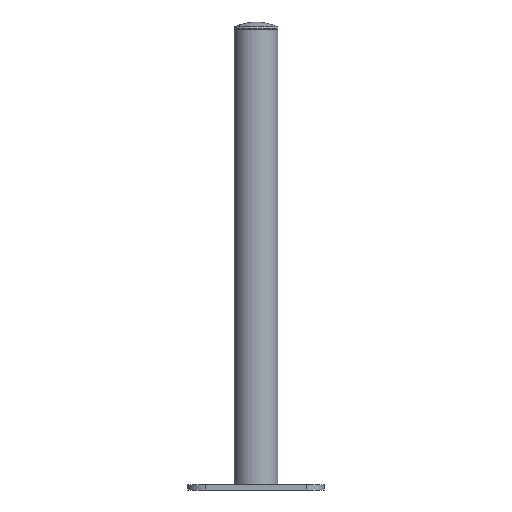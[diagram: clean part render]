
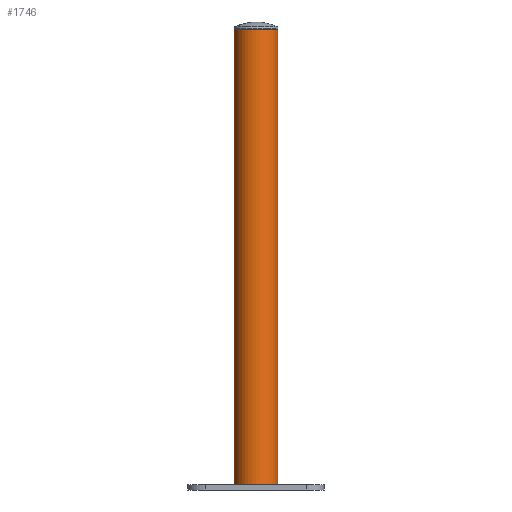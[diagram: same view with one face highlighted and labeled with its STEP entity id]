
A CAD part, front view. The second image highlights one B-rep face of the part: STEP entity #1746.
In plain terms, the highlighted cylindrical face has radius 24.15 mm (diameter 48.3 mm), a partial arc.
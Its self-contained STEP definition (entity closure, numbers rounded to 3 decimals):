
#8 = CIRCLE ( 'NONE', #1283, 24.15 ) ;
#14 = EDGE_CURVE ( 'NONE', #1050, #972, #191, .T. ) ;
#17 = EDGE_LOOP ( 'NONE', ( #1111, #1518, #1122, #1157 ) ) ;
#88 = DIRECTION ( 'NONE',  ( 1., 0., 0. ) ) ;
#108 = DIRECTION ( 'NONE',  ( 0., 0., 1. ) ) ;
#147 = DIRECTION ( 'NONE',  ( 1., 0., 0. ) ) ;
#191 = LINE ( 'NONE', #1791, #551 ) ;
#273 = CARTESIAN_POINT ( 'NONE',  ( 24.15, 0., 0. ) ) ;
#313 = CARTESIAN_POINT ( 'NONE',  ( -24.15, 0., -500. ) ) ;
#325 = LINE ( 'NONE', #313, #1525 ) ;
#445 = CARTESIAN_POINT ( 'NONE',  ( 0., 0., -500. ) ) ;
#456 = DIRECTION ( 'NONE',  ( 0., 0., 1. ) ) ;
#551 = VECTOR ( 'NONE', #762, 1000. ) ;
#589 = VERTEX_POINT ( 'NONE', #1120 ) ;
#623 = AXIS2_PLACEMENT_3D ( 'NONE', #691, #108, #88 ) ;
#691 = CARTESIAN_POINT ( 'NONE',  ( 0., 0., -500. ) ) ;
#709 = AXIS2_PLACEMENT_3D ( 'NONE', #445, #872, #147 ) ;
#735 = EDGE_CURVE ( 'NONE', #589, #972, #8, .T. ) ;
#762 = DIRECTION ( 'NONE',  ( 0., 0., 1. ) ) ;
#768 = EDGE_CURVE ( 'NONE', #1167, #589, #325, .T. ) ;
#781 = CYLINDRICAL_SURFACE ( 'NONE', #623, 24.15 ) ;
#872 = DIRECTION ( 'NONE',  ( 0., 0., 1. ) ) ;
#972 = VERTEX_POINT ( 'NONE', #273 ) ;
#1044 = DIRECTION ( 'NONE',  ( 1., 0., 0. ) ) ;
#1050 = VERTEX_POINT ( 'NONE', #1298 ) ;
#1084 = EDGE_CURVE ( 'NONE', #1167, #1050, #1527, .T. ) ;
#1111 = ORIENTED_EDGE ( 'NONE', *, *, #768, .F. ) ;
#1120 = CARTESIAN_POINT ( 'NONE',  ( -24.15, 0., 0. ) ) ;
#1122 = ORIENTED_EDGE ( 'NONE', *, *, #14, .T. ) ;
#1157 = ORIENTED_EDGE ( 'NONE', *, *, #735, .F. ) ;
#1167 = VERTEX_POINT ( 'NONE', #1169 ) ;
#1169 = CARTESIAN_POINT ( 'NONE',  ( -24.15, 0., -500. ) ) ;
#1283 = AXIS2_PLACEMENT_3D ( 'NONE', #1610, #456, #1044 ) ;
#1298 = CARTESIAN_POINT ( 'NONE',  ( 24.15, 0., -500. ) ) ;
#1477 = DIRECTION ( 'NONE',  ( 0., 0., 1. ) ) ;
#1518 = ORIENTED_EDGE ( 'NONE', *, *, #1084, .T. ) ;
#1525 = VECTOR ( 'NONE', #1477, 1000. ) ;
#1527 = CIRCLE ( 'NONE', #709, 24.15 ) ;
#1610 = CARTESIAN_POINT ( 'NONE',  ( 0., 0., 0. ) ) ;
#1746 = ADVANCED_FACE ( 'NONE', ( #1789 ), #781, .T. ) ;
#1789 = FACE_OUTER_BOUND ( 'NONE', #17, .T. ) ;
#1791 = CARTESIAN_POINT ( 'NONE',  ( 24.15, 0., -500. ) ) ;
